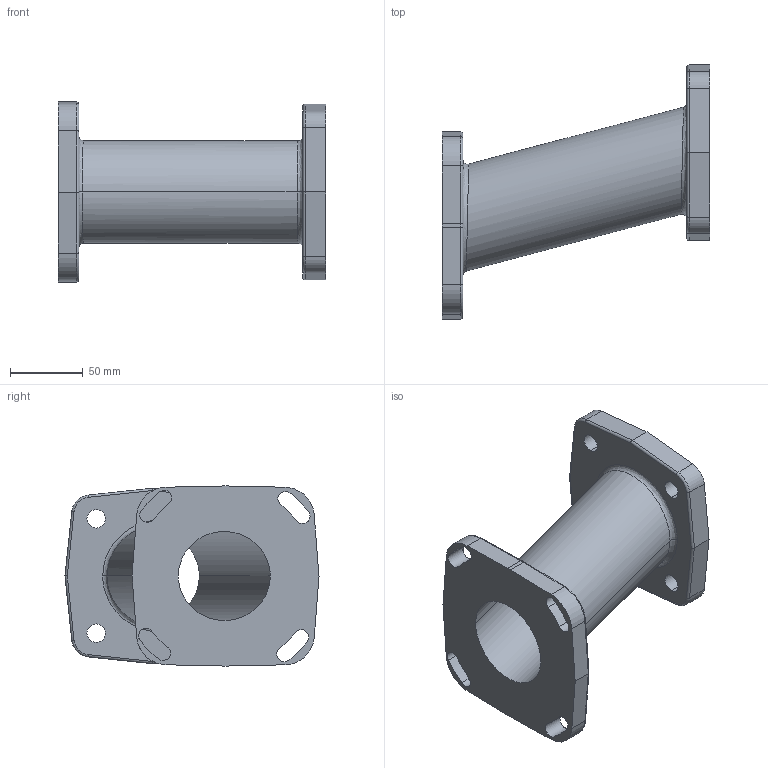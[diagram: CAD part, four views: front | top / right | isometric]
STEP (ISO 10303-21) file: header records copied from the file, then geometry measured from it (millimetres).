
FILE_DESCRIPTION((''),'2;1');
FILE_NAME('D43802','2017-07-18T',('sobrien2'),(''),'CREO PARAMETRIC BY PTC INC, 2015290','CREO PARAMETRIC BY PTC INC, 2015290','');
FILE_SCHEMA(('CONFIG_CONTROL_DESIGN'));
Length unit declared in the file: inch
Products named in the file (1): D43802
Bounding box: 184.15 x 174.64 x 123.8 mm (x, y, z)
Volume: 464452.2 mm3; surface area: 128926.4 mm2
Topology: 1 solids, 1 shells, 88 faces, 225 edges, 140 vertices
Faces by surface type: cylinder 54, plane 20, torus 10, bspline 4
Entity records: 3552 total; most frequent: CARTESIAN_POINT 1313, DIRECTION 476, ORIENTED_EDGE 450, EDGE_CURVE 225, AXIS2_PLACEMENT_3D 187, VERTEX_POINT 140, EDGE_LOOP 107, CIRCLE 103
